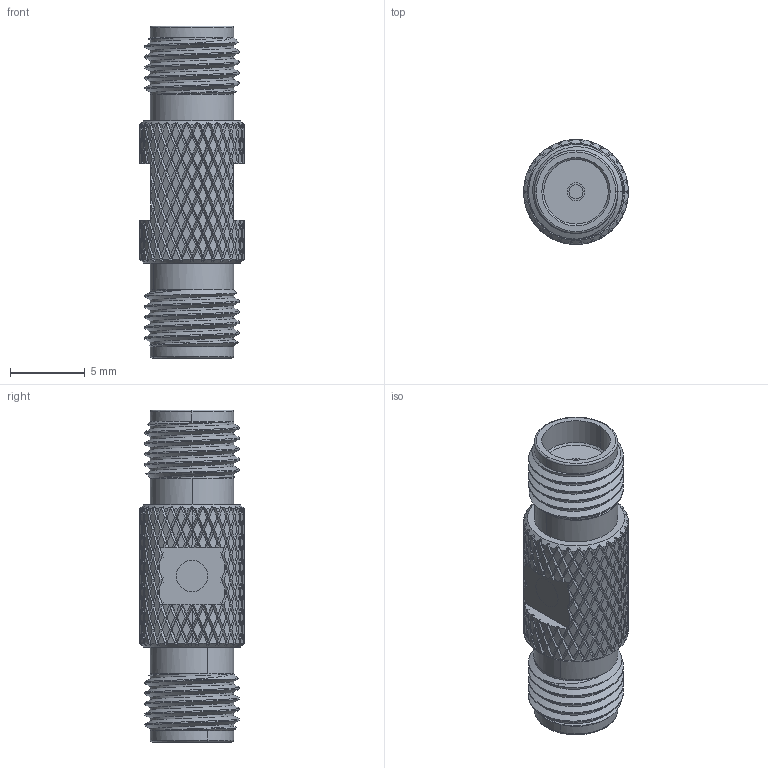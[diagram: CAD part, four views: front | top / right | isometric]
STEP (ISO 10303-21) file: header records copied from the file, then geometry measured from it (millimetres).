
FILE_DESCRIPTION (( 'STEP AP203' ), '1' );
FILE_NAME ('PE9380.step', '2018-11-29T23:32:25', ( '' ), ( '' ), 'SwSTEP 2.0', 'SolidWorks 2017', '' );
FILE_SCHEMA (( 'CONFIG_CONTROL_DESIGN' ));
Products named in the file (1): PE9380
Bounding box: 7.01 x 7.01 x 22.23 mm (x, y, z)
Volume: 607.9 mm3; surface area: 748.4 mm2
Topology: 1 solids, 1 shells, 1764 faces, 3801 edges, 2049 vertices
Faces by surface type: bspline 1334, cylinder 372, plane 34, cone 20, torus 4
Entity records: 80203 total; most frequent: CARTESIAN_POINT 56997, ORIENTED_EDGE 7602, EDGE_CURVE 3801, VERTEX_POINT 2049, EDGE_LOOP 1774, FACE_OUTER_BOUND 1764, ADVANCED_FACE 1764, B_SPLINE_CURVE_WITH_KNOTS 1598
